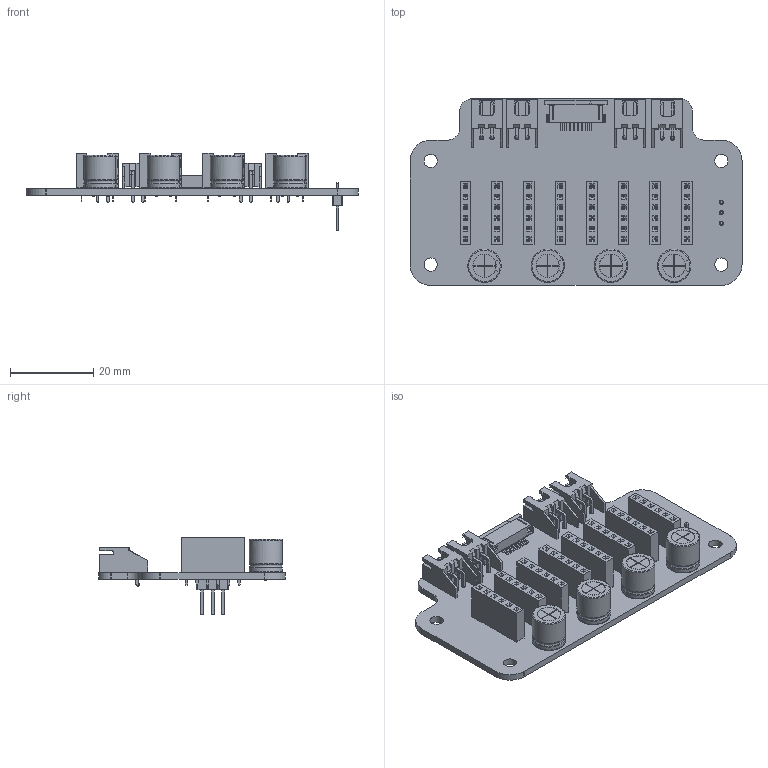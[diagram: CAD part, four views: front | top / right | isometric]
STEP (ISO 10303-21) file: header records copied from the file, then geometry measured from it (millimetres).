
FILE_DESCRIPTION(('KiCad electronic assembly'),'2;1');
FILE_NAME('MOTORDRIVEV2.1.step','2025-04-06T19:39:45',('Pcbnew'),( 'Kicad'),'Open CASCADE STEP processor 7.8','KiCad to STEP converter' ,'Unknown');
FILE_SCHEMA(('AUTOMOTIVE_DESIGN { 1 0 10303 214 1 1 1 1 }'));
Length unit declared in the file: millimetre
Products named in the file (12): MOTORDRIVEV2.1 1; CP_Radial_D8.0mm_P3.50mm; CP_Radial_D80mm_P350mm; 522710879; PinSocket_1x06_P2.54mm_Vertical; JST_XH_S2B-XH-A_1x02_P2.50mm_Horizontal; JST_S2B_XH_A; PinHeader_1x03_P2.54mm_Vertical; PinHeader_1x03_P254mm_Vertical; MOTORDRIVEV2.1_PCB
Assembly tree (24 placements, depth 3):
  MOTORDRIVEV2.1 1
    CP_Radial_D8.0mm_P3.50mm  x4
      CP_Radial_D80mm_P350mm
    522710879
      522710879
    PinSocket_1x06_P2.54mm_Vertical  x8
      PinSocket_1x06_P2.54mm_Vertical
    JST_XH_S2B-XH-A_1x02_P2.50mm_Horizontal  x4
      JST_S2B_XH_A
    PinHeader_1x03_P2.54mm_Vertical
      PinHeader_1x03_P254mm_Vertical
    MOTORDRIVEV2.1_PCB
Bounding box: 80 x 45 x 18.74 mm (x, y, z)
Volume: 10218.3 mm3; surface area: 15733.5 mm2
Topology: 19 solids, 23 shells, 2745 faces, 7364 edges, 4858 vertices
Faces by surface type: plane 2458, cylinder 223, bspline 32, revolution 24, torus 8
Full cylindrical faces by diameter (mm): 0.5 x8, 0.8 x8, 1 x59, 3.2 x4
Entity records: 33448 total; most frequent: CARTESIAN_POINT 6160, ORIENTED_EDGE 5066, DIRECTION 4697, EDGE_CURVE 2533, LINE 2203, VECTOR 2203, VERTEX_POINT 1657, AXIS2_PLACEMENT_3D 1244
